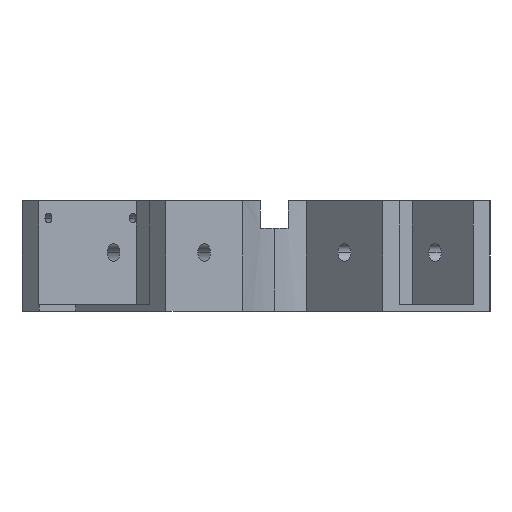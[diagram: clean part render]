
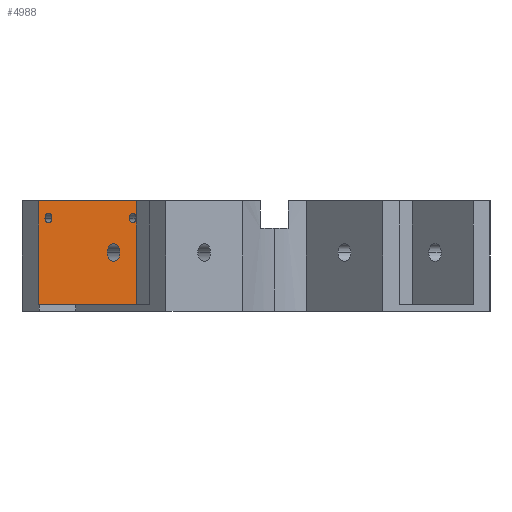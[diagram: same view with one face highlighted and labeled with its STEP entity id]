
A CAD part, left-side view. The second image highlights one B-rep face of the part: STEP entity #4988.
In plain terms, the highlighted planar face has unit normal (-0.707, -0.707, 0).
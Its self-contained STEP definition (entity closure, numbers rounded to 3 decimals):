
#125 = CARTESIAN_POINT ( 'NONE',  ( -45.029, 66.411, 27. ) ) ;
#358 = LINE ( 'NONE', #3434, #735 ) ;
#360 = EDGE_CURVE ( 'NONE', #3599, #4576, #1554, .T. ) ;
#370 = DIRECTION ( 'NONE',  ( 0.707, 0.707, 0. ) ) ;
#379 = AXIS2_PLACEMENT_3D ( 'NONE', #3595, #1217, #3257 ) ;
#386 = EDGE_CURVE ( 'NONE', #1892, #1672, #3350, .T. ) ;
#393 = CARTESIAN_POINT ( 'NONE',  ( -18.583, 39.966, 1.88 ) ) ;
#454 = LINE ( 'NONE', #4779, #1348 ) ;
#518 = ORIENTED_EDGE ( 'NONE', *, *, #1033, .T. ) ;
#527 = CARTESIAN_POINT ( 'NONE',  ( -18.653, 40.036, 27. ) ) ;
#642 = DIRECTION ( 'NONE',  ( -0.707, 0.707, 0. ) ) ;
#704 = ORIENTED_EDGE ( 'NONE', *, *, #972, .T. ) ;
#735 = VECTOR ( 'NONE', #642, 1000. ) ;
#768 = VERTEX_POINT ( 'NONE', #2679 ) ;
#795 = EDGE_CURVE ( 'NONE', #768, #1413, #1530, .T. ) ;
#861 = DIRECTION ( 'NONE',  ( 0.707, -0.707, 0. ) ) ;
#972 = EDGE_CURVE ( 'NONE', #2459, #2931, #3629, .T. ) ;
#1033 = EDGE_CURVE ( 'NONE', #2931, #2459, #1538, .T. ) ;
#1137 = EDGE_CURVE ( 'NONE', #1672, #1892, #3159, .T. ) ;
#1149 = CARTESIAN_POINT ( 'NONE',  ( -19.643, 41.026, 27. ) ) ;
#1163 = CARTESIAN_POINT ( 'NONE',  ( -43.049, 64.432, 27. ) ) ;
#1217 = DIRECTION ( 'NONE',  ( 0.707, 0.707, 0. ) ) ;
#1263 = ORIENTED_EDGE ( 'NONE', *, *, #4483, .T. ) ;
#1348 = VECTOR ( 'NONE', #2432, 1000. ) ;
#1373 = EDGE_CURVE ( 'NONE', #4576, #3599, #3663, .T. ) ;
#1407 = AXIS2_PLACEMENT_3D ( 'NONE', #2841, #4443, #861 ) ;
#1413 = VERTEX_POINT ( 'NONE', #393 ) ;
#1427 = DIRECTION ( 'NONE',  ( 0.707, -0.707, 0. ) ) ;
#1530 = LINE ( 'NONE', #3917, #2964 ) ;
#1538 = CIRCLE ( 'NONE', #2201, 2.6 ) ;
#1554 = CIRCLE ( 'NONE', #3055, 1.4 ) ;
#1672 = VERTEX_POINT ( 'NONE', #1163 ) ;
#1686 = VERTEX_POINT ( 'NONE', #3590 ) ;
#1695 = EDGE_LOOP ( 'NONE', ( #2003, #2999 ) ) ;
#1761 = EDGE_CURVE ( 'NONE', #768, #5059, #358, .T. ) ;
#1776 = CARTESIAN_POINT ( 'NONE',  ( -23.345, 44.728, 17. ) ) ;
#1814 = FACE_BOUND ( 'NONE', #1695, .T. ) ;
#1846 = EDGE_LOOP ( 'NONE', ( #4694, #4691 ) ) ;
#1892 = VERTEX_POINT ( 'NONE', #125 ) ;
#1959 = CARTESIAN_POINT ( 'NONE',  ( -44.039, 65.422, 27. ) ) ;
#2003 = ORIENTED_EDGE ( 'NONE', *, *, #360, .T. ) ;
#2069 = EDGE_CURVE ( 'NONE', #1686, #5059, #3580, .T. ) ;
#2171 = ORIENTED_EDGE ( 'NONE', *, *, #1761, .T. ) ;
#2201 = AXIS2_PLACEMENT_3D ( 'NONE', #2542, #5019, #4540 ) ;
#2203 = CARTESIAN_POINT ( 'NONE',  ( -44.039, 65.422, 27. ) ) ;
#2282 = PLANE ( 'NONE',  #3308 ) ;
#2432 = DIRECTION ( 'NONE',  ( 0.707, -0.707, 0. ) ) ;
#2459 = VERTEX_POINT ( 'NONE', #1776 ) ;
#2522 = FACE_BOUND ( 'NONE', #1846, .T. ) ;
#2542 = CARTESIAN_POINT ( 'NONE',  ( -25.184, 46.567, 17. ) ) ;
#2679 = CARTESIAN_POINT ( 'NONE',  ( -18.583, 39.966, 32. ) ) ;
#2732 = VECTOR ( 'NONE', #3086, 1000. ) ;
#2736 = AXIS2_PLACEMENT_3D ( 'NONE', #2203, #3778, #1427 ) ;
#2799 = ORIENTED_EDGE ( 'NONE', *, *, #795, .F. ) ;
#2841 = CARTESIAN_POINT ( 'NONE',  ( -19.643, 41.026, 27. ) ) ;
#2931 = VERTEX_POINT ( 'NONE', #4399 ) ;
#2934 = AXIS2_PLACEMENT_3D ( 'NONE', #1959, #370, #4802 ) ;
#2964 = VECTOR ( 'NONE', #4692, 1000. ) ;
#2999 = ORIENTED_EDGE ( 'NONE', *, *, #1373, .T. ) ;
#3055 = AXIS2_PLACEMENT_3D ( 'NONE', #1149, #3604, #3187 ) ;
#3086 = DIRECTION ( 'NONE',  ( 0., 0., 1. ) ) ;
#3159 = CIRCLE ( 'NONE', #2736, 1.4 ) ;
#3187 = DIRECTION ( 'NONE',  ( 0.707, -0.707, 0. ) ) ;
#3205 = EDGE_LOOP ( 'NONE', ( #704, #518 ) ) ;
#3257 = DIRECTION ( 'NONE',  ( 0.707, -0.707, 0. ) ) ;
#3308 = AXIS2_PLACEMENT_3D ( 'NONE', #3880, #4280, #4662 ) ;
#3350 = CIRCLE ( 'NONE', #2934, 1.4 ) ;
#3434 = CARTESIAN_POINT ( 'NONE',  ( 10.691, 10.691, 32. ) ) ;
#3580 = LINE ( 'NONE', #5138, #2732 ) ;
#3590 = CARTESIAN_POINT ( 'NONE',  ( -46.867, 68.25, 1.88 ) ) ;
#3595 = CARTESIAN_POINT ( 'NONE',  ( -25.184, 46.567, 17. ) ) ;
#3599 = VERTEX_POINT ( 'NONE', #4181 ) ;
#3604 = DIRECTION ( 'NONE',  ( 0.707, 0.707, 0. ) ) ;
#3629 = CIRCLE ( 'NONE', #379, 2.6 ) ;
#3663 = CIRCLE ( 'NONE', #1407, 1.4 ) ;
#3681 = ORIENTED_EDGE ( 'NONE', *, *, #2069, .F. ) ;
#3778 = DIRECTION ( 'NONE',  ( 0.707, 0.707, 0. ) ) ;
#3827 = FACE_OUTER_BOUND ( 'NONE', #4706, .T. ) ;
#3880 = CARTESIAN_POINT ( 'NONE',  ( -61.009, 82.392, 32.12 ) ) ;
#3917 = CARTESIAN_POINT ( 'NONE',  ( -18.583, 39.966, 32.12 ) ) ;
#4181 = CARTESIAN_POINT ( 'NONE',  ( -20.633, 42.016, 27. ) ) ;
#4248 = CARTESIAN_POINT ( 'NONE',  ( -46.867, 68.25, 32. ) ) ;
#4280 = DIRECTION ( 'NONE',  ( -0.707, -0.707, 0. ) ) ;
#4399 = CARTESIAN_POINT ( 'NONE',  ( -27.022, 48.405, 17. ) ) ;
#4443 = DIRECTION ( 'NONE',  ( 0.707, 0.707, 0. ) ) ;
#4483 = EDGE_CURVE ( 'NONE', #1686, #1413, #454, .T. ) ;
#4540 = DIRECTION ( 'NONE',  ( 0.707, -0.707, 0. ) ) ;
#4576 = VERTEX_POINT ( 'NONE', #527 ) ;
#4662 = DIRECTION ( 'NONE',  ( 0.707, -0.707, 0. ) ) ;
#4691 = ORIENTED_EDGE ( 'NONE', *, *, #1137, .T. ) ;
#4692 = DIRECTION ( 'NONE',  ( 0., 0., -1. ) ) ;
#4694 = ORIENTED_EDGE ( 'NONE', *, *, #386, .T. ) ;
#4706 = EDGE_LOOP ( 'NONE', ( #2171, #3681, #1263, #2799 ) ) ;
#4779 = CARTESIAN_POINT ( 'NONE',  ( -61.009, 82.392, 1.88 ) ) ;
#4802 = DIRECTION ( 'NONE',  ( 0.707, -0.707, 0. ) ) ;
#4988 = ADVANCED_FACE ( 'NONE', ( #1814, #2522, #3827, #5044 ), #2282, .T. ) ;
#5019 = DIRECTION ( 'NONE',  ( 0.707, 0.707, 0. ) ) ;
#5044 = FACE_BOUND ( 'NONE', #3205, .T. ) ;
#5059 = VERTEX_POINT ( 'NONE', #4248 ) ;
#5138 = CARTESIAN_POINT ( 'NONE',  ( -46.867, 68.25, 0. ) ) ;
